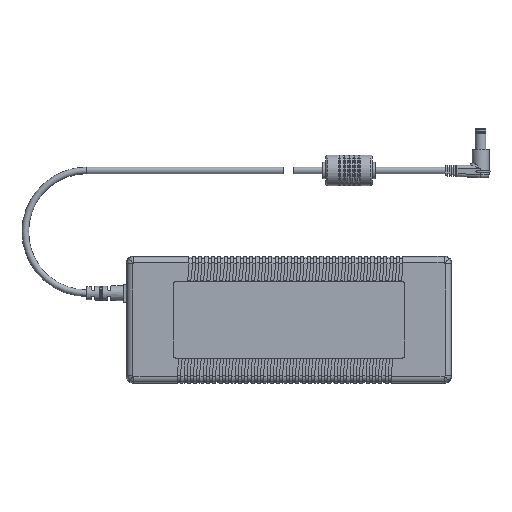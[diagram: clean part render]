
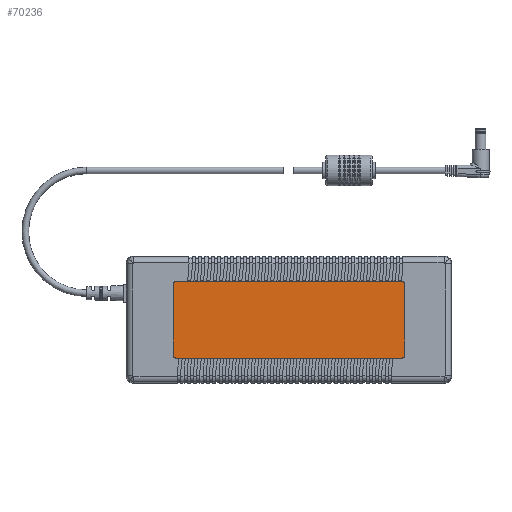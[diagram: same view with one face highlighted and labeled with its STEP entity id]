
A CAD part, front view. The second image highlights one B-rep face of the part: STEP entity #70236.
In plain terms, the highlighted planar face has unit normal (0, -1, 0).
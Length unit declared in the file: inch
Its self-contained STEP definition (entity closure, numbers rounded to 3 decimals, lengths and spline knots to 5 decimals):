
#1427 = ORIENTED_EDGE ( 'NONE', *, *, #45694, .T. ) ;
#2733 = ORIENTED_EDGE ( 'NONE', *, *, #61575, .T. ) ;
#2902 = VERTEX_POINT ( 'NONE', #50596 ) ;
#4397 = VERTEX_POINT ( 'NONE', #22586 ) ;
#4481 = PLANE ( 'NONE',  #78628 ) ;
#6383 = EDGE_CURVE ( 'NONE', #4397, #27972, #12584, .T. ) ;
#7175 = DIRECTION ( 'NONE',  ( 0., -1., 0. ) ) ;
#10853 = CARTESIAN_POINT ( 'NONE',  ( 2.298, -0.74625, -0.7815 ) ) ;
#10931 = CARTESIAN_POINT ( 'NONE',  ( -2.298, -0.74625, 0.7215 ) ) ;
#11383 = EDGE_CURVE ( 'NONE', #44944, #2902, #91017, .T. ) ;
#12511 = ORIENTED_EDGE ( 'NONE', *, *, #43706, .T. ) ;
#12584 = CIRCLE ( 'NONE', #58182, 0.06 ) ;
#14378 = LINE ( 'NONE', #81466, #31556 ) ;
#18103 = DIRECTION ( 'NONE',  ( 0., -1., 0. ) ) ;
#19297 = DIRECTION ( 'NONE',  ( -1., 0., 0. ) ) ;
#22586 = CARTESIAN_POINT ( 'NONE',  ( -2.358, -0.74625, -0.7215 ) ) ;
#22787 = ORIENTED_EDGE ( 'NONE', *, *, #48806, .T. ) ;
#26828 = DIRECTION ( 'NONE',  ( 0., 0., -1. ) ) ;
#27972 = VERTEX_POINT ( 'NONE', #65614 ) ;
#28255 = DIRECTION ( 'NONE',  ( 0., 0., 1. ) ) ;
#29379 = VECTOR ( 'NONE', #19297, 39.37008 ) ;
#30305 = CARTESIAN_POINT ( 'NONE',  ( 2.358, -0.74625, 0.7215 ) ) ;
#31556 = VECTOR ( 'NONE', #60033, 39.37008 ) ;
#36147 = CARTESIAN_POINT ( 'NONE',  ( -2.298, -0.74625, 0.7215 ) ) ;
#37798 = AXIS2_PLACEMENT_3D ( 'NONE', #46607, #18103, #91228 ) ;
#40140 = DIRECTION ( 'NONE',  ( 1., 0., 0. ) ) ;
#41258 = DIRECTION ( 'NONE',  ( 0., -1., 0. ) ) ;
#42542 = CIRCLE ( 'NONE', #67818, 0.06 ) ;
#43706 = EDGE_CURVE ( 'NONE', #82075, #58641, #61041, .T. ) ;
#44944 = VERTEX_POINT ( 'NONE', #93386 ) ;
#45694 = EDGE_CURVE ( 'NONE', #2902, #82075, #14378, .T. ) ;
#46607 = CARTESIAN_POINT ( 'NONE',  ( 2.298, -0.74625, 0.7215 ) ) ;
#48015 = DIRECTION ( 'NONE',  ( 0., 0., 1. ) ) ;
#48806 = EDGE_CURVE ( 'NONE', #84293, #4397, #78415, .T. ) ;
#49707 = CARTESIAN_POINT ( 'NONE',  ( -2.298, -0.74625, 0.7815 ) ) ;
#50596 = CARTESIAN_POINT ( 'NONE',  ( 2.358, -0.74625, -0.7215 ) ) ;
#52212 = CARTESIAN_POINT ( 'NONE',  ( -2.298, -0.74625, -0.7215 ) ) ;
#54368 = VERTEX_POINT ( 'NONE', #49707 ) ;
#56228 = DIRECTION ( 'NONE',  ( 0., 0., -1. ) ) ;
#57748 = EDGE_CURVE ( 'NONE', #27972, #44944, #73566, .T. ) ;
#58182 = AXIS2_PLACEMENT_3D ( 'NONE', #52212, #71917, #28255 ) ;
#58641 = VERTEX_POINT ( 'NONE', #76840 ) ;
#60033 = DIRECTION ( 'NONE',  ( 0., 0., 1. ) ) ;
#60671 = AXIS2_PLACEMENT_3D ( 'NONE', #91726, #41258, #48015 ) ;
#61041 = CIRCLE ( 'NONE', #37798, 0.06 ) ;
#61575 = EDGE_CURVE ( 'NONE', #54368, #84293, #42542, .T. ) ;
#61705 = ORIENTED_EDGE ( 'NONE', *, *, #75579, .T. ) ;
#61926 = EDGE_LOOP ( 'NONE', ( #2733, #22787, #62511, #74670, #82350, #1427, #12511, #61705 ) ) ;
#62511 = ORIENTED_EDGE ( 'NONE', *, *, #6383, .T. ) ;
#62962 = CARTESIAN_POINT ( 'NONE',  ( 2.298, -0.74625, 0.7815 ) ) ;
#65549 = VECTOR ( 'NONE', #40140, 39.37008 ) ;
#65614 = CARTESIAN_POINT ( 'NONE',  ( -2.298, -0.74625, -0.7815 ) ) ;
#67818 = AXIS2_PLACEMENT_3D ( 'NONE', #36147, #7175, #56228 ) ;
#70236 = ADVANCED_FACE ( 'NONE', ( #74017 ), #4481, .T. ) ;
#71917 = DIRECTION ( 'NONE',  ( 0., -1., 0. ) ) ;
#73566 = LINE ( 'NONE', #10853, #65549 ) ;
#74017 = FACE_OUTER_BOUND ( 'NONE', #61926, .T. ) ;
#74670 = ORIENTED_EDGE ( 'NONE', *, *, #57748, .T. ) ;
#75579 = EDGE_CURVE ( 'NONE', #58641, #54368, #89946, .T. ) ;
#76840 = CARTESIAN_POINT ( 'NONE',  ( 2.298, -0.74625, 0.7815 ) ) ;
#78415 = LINE ( 'NONE', #89202, #89903 ) ;
#78628 = AXIS2_PLACEMENT_3D ( 'NONE', #10931, #84570, #26828 ) ;
#81466 = CARTESIAN_POINT ( 'NONE',  ( 2.358, -0.74625, 0.7215 ) ) ;
#82075 = VERTEX_POINT ( 'NONE', #30305 ) ;
#82350 = ORIENTED_EDGE ( 'NONE', *, *, #11383, .T. ) ;
#82490 = CARTESIAN_POINT ( 'NONE',  ( -2.358, -0.74625, 0.7215 ) ) ;
#84293 = VERTEX_POINT ( 'NONE', #82490 ) ;
#84570 = DIRECTION ( 'NONE',  ( 0., -1., 0. ) ) ;
#89202 = CARTESIAN_POINT ( 'NONE',  ( -2.358, -0.74625, 0.7215 ) ) ;
#89535 = DIRECTION ( 'NONE',  ( 0., 0., -1. ) ) ;
#89903 = VECTOR ( 'NONE', #89535, 39.37008 ) ;
#89946 = LINE ( 'NONE', #62962, #29379 ) ;
#91017 = CIRCLE ( 'NONE', #60671, 0.06 ) ;
#91228 = DIRECTION ( 'NONE',  ( 0., 0., 1. ) ) ;
#91726 = CARTESIAN_POINT ( 'NONE',  ( 2.298, -0.74625, -0.7215 ) ) ;
#93386 = CARTESIAN_POINT ( 'NONE',  ( 2.298, -0.74625, -0.7815 ) ) ;
